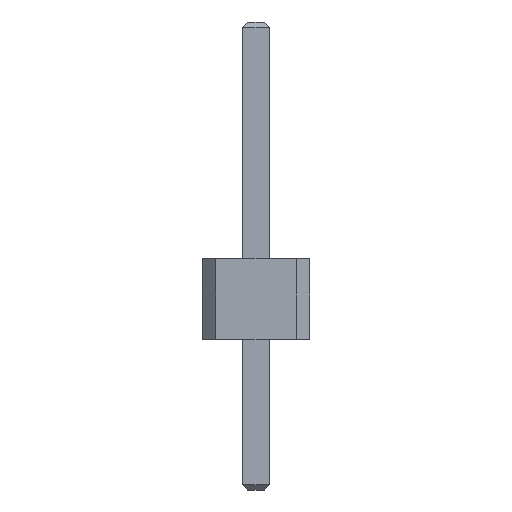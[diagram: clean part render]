
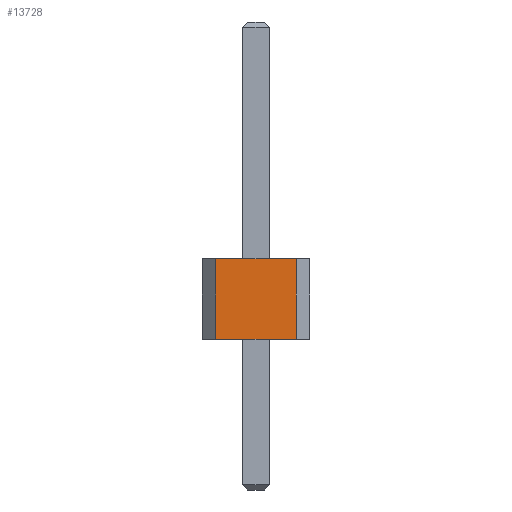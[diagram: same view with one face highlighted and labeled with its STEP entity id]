
A CAD part, front view. The second image highlights one B-rep face of the part: STEP entity #13728.
In plain terms, the highlighted planar face has unit normal (0, -1, 0).
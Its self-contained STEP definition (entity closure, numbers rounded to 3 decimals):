
#44 = PLANE('',#45);
#45 = AXIS2_PLACEMENT_3D('',#46,#47,#48);
#46 = CARTESIAN_POINT('',(-1.,0.75,0.));
#47 = DIRECTION('',(0.,0.,-1.));
#48 = DIRECTION('',(0.,1.,0.));
#100 = PLANE('',#101);
#101 = AXIS2_PLACEMENT_3D('',#102,#103,#104);
#102 = CARTESIAN_POINT('',(-1.,0.75,1.5));
#103 = DIRECTION('',(0.,0.,-1.));
#104 = DIRECTION('',(-1.,0.,0.));
#1841 = VERTEX_POINT('',#1842);
#1842 = CARTESIAN_POINT('',(0.75,-39.,0.));
#1856 = PLANE('',#1857);
#1857 = AXIS2_PLACEMENT_3D('',#1858,#1859,#1860);
#1858 = CARTESIAN_POINT('',(0.875,-38.875,0.));
#1859 = DIRECTION('',(0.707,-0.707,0.));
#1860 = DIRECTION('',(0.,0.,-1.));
#1868 = EDGE_CURVE('',#1869,#1841,#1871,.T.);
#1869 = VERTEX_POINT('',#1870);
#1870 = CARTESIAN_POINT('',(-0.75,-39.,0.));
#1871 = SURFACE_CURVE('',#1872,(#1876,#1883),.PCURVE_S1.);
#1872 = LINE('',#1873,#1874);
#1873 = CARTESIAN_POINT('',(-1.,-39.,0.));
#1874 = VECTOR('',#1875,1.);
#1875 = DIRECTION('',(1.,0.,0.));
#1876 = PCURVE('',#44,#1877);
#1877 = DEFINITIONAL_REPRESENTATION('',(#1878),#1882);
#1878 = LINE('',#1879,#1880);
#1879 = CARTESIAN_POINT('',(-39.75,0.));
#1880 = VECTOR('',#1881,1.);
#1881 = DIRECTION('',(0.,1.));
#1882 = ( GEOMETRIC_REPRESENTATION_CONTEXT(2) 
PARAMETRIC_REPRESENTATION_CONTEXT() REPRESENTATION_CONTEXT('2D SPACE',''
  ) );
#1883 = PCURVE('',#1884,#1889);
#1884 = PLANE('',#1885);
#1885 = AXIS2_PLACEMENT_3D('',#1886,#1887,#1888);
#1886 = CARTESIAN_POINT('',(-1.,-39.,0.));
#1887 = DIRECTION('',(0.,1.,0.));
#1888 = DIRECTION('',(1.,0.,0.));
#1889 = DEFINITIONAL_REPRESENTATION('',(#1890),#1894);
#1890 = LINE('',#1891,#1892);
#1891 = CARTESIAN_POINT('',(0.,0.));
#1892 = VECTOR('',#1893,1.);
#1893 = DIRECTION('',(1.,0.));
#1894 = ( GEOMETRIC_REPRESENTATION_CONTEXT(2) 
PARAMETRIC_REPRESENTATION_CONTEXT() REPRESENTATION_CONTEXT('2D SPACE',''
  ) );
#1912 = PLANE('',#1913);
#1913 = AXIS2_PLACEMENT_3D('',#1914,#1915,#1916);
#1914 = CARTESIAN_POINT('',(-0.875,-38.875,0.));
#1915 = DIRECTION('',(-0.707,-0.707,0.));
#1916 = DIRECTION('',(0.,0.,-1.));
#7100 = VERTEX_POINT('',#7101);
#7101 = CARTESIAN_POINT('',(0.75,-39.,1.5));
#7122 = EDGE_CURVE('',#7123,#7100,#7125,.T.);
#7123 = VERTEX_POINT('',#7124);
#7124 = CARTESIAN_POINT('',(-0.75,-39.,1.5));
#7125 = SURFACE_CURVE('',#7126,(#7130,#7137),.PCURVE_S1.);
#7126 = LINE('',#7127,#7128);
#7127 = CARTESIAN_POINT('',(-1.,-39.,1.5));
#7128 = VECTOR('',#7129,1.);
#7129 = DIRECTION('',(1.,0.,0.));
#7130 = PCURVE('',#100,#7131);
#7131 = DEFINITIONAL_REPRESENTATION('',(#7132),#7136);
#7132 = LINE('',#7133,#7134);
#7133 = CARTESIAN_POINT('',(0.,-39.75));
#7134 = VECTOR('',#7135,1.);
#7135 = DIRECTION('',(-1.,0.));
#7136 = ( GEOMETRIC_REPRESENTATION_CONTEXT(2) 
PARAMETRIC_REPRESENTATION_CONTEXT() REPRESENTATION_CONTEXT('2D SPACE',''
  ) );
#7137 = PCURVE('',#1884,#7138);
#7138 = DEFINITIONAL_REPRESENTATION('',(#7139),#7143);
#7139 = LINE('',#7140,#7141);
#7140 = CARTESIAN_POINT('',(0.,-1.5));
#7141 = VECTOR('',#7142,1.);
#7142 = DIRECTION('',(1.,0.));
#7143 = ( GEOMETRIC_REPRESENTATION_CONTEXT(2) 
PARAMETRIC_REPRESENTATION_CONTEXT() REPRESENTATION_CONTEXT('2D SPACE',''
  ) );
#13708 = EDGE_CURVE('',#1869,#7123,#13709,.T.);
#13709 = SURFACE_CURVE('',#13710,(#13714,#13721),.PCURVE_S1.);
#13710 = LINE('',#13711,#13712);
#13711 = CARTESIAN_POINT('',(-0.75,-39.,0.));
#13712 = VECTOR('',#13713,1.);
#13713 = DIRECTION('',(0.,0.,1.));
#13714 = PCURVE('',#1912,#13715);
#13715 = DEFINITIONAL_REPRESENTATION('',(#13716),#13720);
#13716 = LINE('',#13717,#13718);
#13717 = CARTESIAN_POINT('',(0.,0.177));
#13718 = VECTOR('',#13719,1.);
#13719 = DIRECTION('',(-1.,0.));
#13720 = ( GEOMETRIC_REPRESENTATION_CONTEXT(2) 
PARAMETRIC_REPRESENTATION_CONTEXT() REPRESENTATION_CONTEXT('2D SPACE',''
  ) );
#13721 = PCURVE('',#1884,#13722);
#13722 = DEFINITIONAL_REPRESENTATION('',(#13723),#13727);
#13723 = LINE('',#13724,#13725);
#13724 = CARTESIAN_POINT('',(0.25,0.));
#13725 = VECTOR('',#13726,1.);
#13726 = DIRECTION('',(0.,-1.));
#13727 = ( GEOMETRIC_REPRESENTATION_CONTEXT(2) 
PARAMETRIC_REPRESENTATION_CONTEXT() REPRESENTATION_CONTEXT('2D SPACE',''
  ) );
#13728 = ADVANCED_FACE('',(#13729),#1884,.F.);
#13729 = FACE_BOUND('',#13730,.F.);
#13730 = EDGE_LOOP('',(#13731,#13732,#13733,#13734));
#13731 = ORIENTED_EDGE('',*,*,#1868,.F.);
#13732 = ORIENTED_EDGE('',*,*,#13708,.T.);
#13733 = ORIENTED_EDGE('',*,*,#7122,.T.);
#13734 = ORIENTED_EDGE('',*,*,#13735,.F.);
#13735 = EDGE_CURVE('',#1841,#7100,#13736,.T.);
#13736 = SURFACE_CURVE('',#13737,(#13741,#13748),.PCURVE_S1.);
#13737 = LINE('',#13738,#13739);
#13738 = CARTESIAN_POINT('',(0.75,-39.,0.));
#13739 = VECTOR('',#13740,1.);
#13740 = DIRECTION('',(0.,0.,1.));
#13741 = PCURVE('',#1884,#13742);
#13742 = DEFINITIONAL_REPRESENTATION('',(#13743),#13747);
#13743 = LINE('',#13744,#13745);
#13744 = CARTESIAN_POINT('',(1.75,0.));
#13745 = VECTOR('',#13746,1.);
#13746 = DIRECTION('',(0.,-1.));
#13747 = ( GEOMETRIC_REPRESENTATION_CONTEXT(2) 
PARAMETRIC_REPRESENTATION_CONTEXT() REPRESENTATION_CONTEXT('2D SPACE',''
  ) );
#13748 = PCURVE('',#1856,#13749);
#13749 = DEFINITIONAL_REPRESENTATION('',(#13750),#13754);
#13750 = LINE('',#13751,#13752);
#13751 = CARTESIAN_POINT('',(0.,-0.177));
#13752 = VECTOR('',#13753,1.);
#13753 = DIRECTION('',(-1.,0.));
#13754 = ( GEOMETRIC_REPRESENTATION_CONTEXT(2) 
PARAMETRIC_REPRESENTATION_CONTEXT() REPRESENTATION_CONTEXT('2D SPACE',''
  ) );
